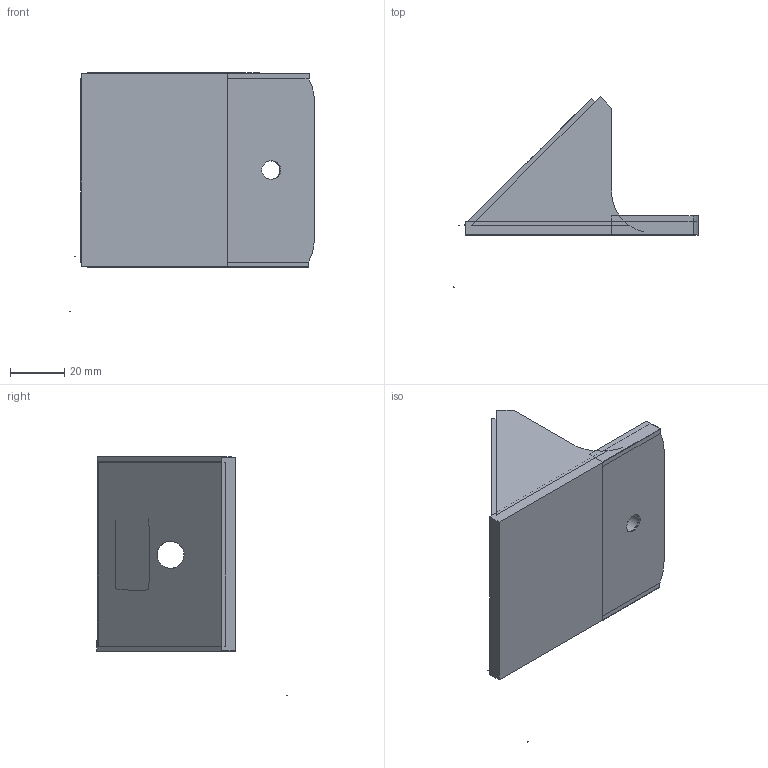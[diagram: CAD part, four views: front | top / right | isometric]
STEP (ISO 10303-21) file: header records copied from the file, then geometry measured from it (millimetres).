
FILE_DESCRIPTION(/* description */ (''),/* implementation_level */ '2;1');
FILE_NAME(/* name */ 'solar-panel-mount-v2.step',/* time_stamp */ '2023-03-02T11:51:52-05:00',/* author */ (''),/* organization */ (''),/* preprocessor_version */ 'ST-DEVELOPER v19.2',/* originating_system */ 'Autodesk Translation Framework v11.17.0.187',/* authorisation */ '');
FILE_SCHEMA (('AUTOMOTIVE_DESIGN { 1 0 10303 214 3 1 1 }'));
Length unit declared in the file: millimetre
Products named in the file (1): solar-panel-mount-v2
Bounding box: 90.72 x 70.52 x 88.24 mm (x, y, z)
Volume: 15787 mm3; surface area: 43265.5 mm2
Topology: 1 solids, 10 shells, 69 faces, 203 edges, 135 vertices
Faces by surface type: plane 39, cylinder 16, bspline 12, torus 2
Full cylindrical faces by diameter (mm): 7 x3
Entity records: 3188 total; most frequent: CARTESIAN_POINT 1396, ORIENTED_EDGE 343, DIRECTION 336, EDGE_CURVE 199, VERTEX_POINT 135, LINE 126, VECTOR 126, AXIS2_PLACEMENT_3D 105
